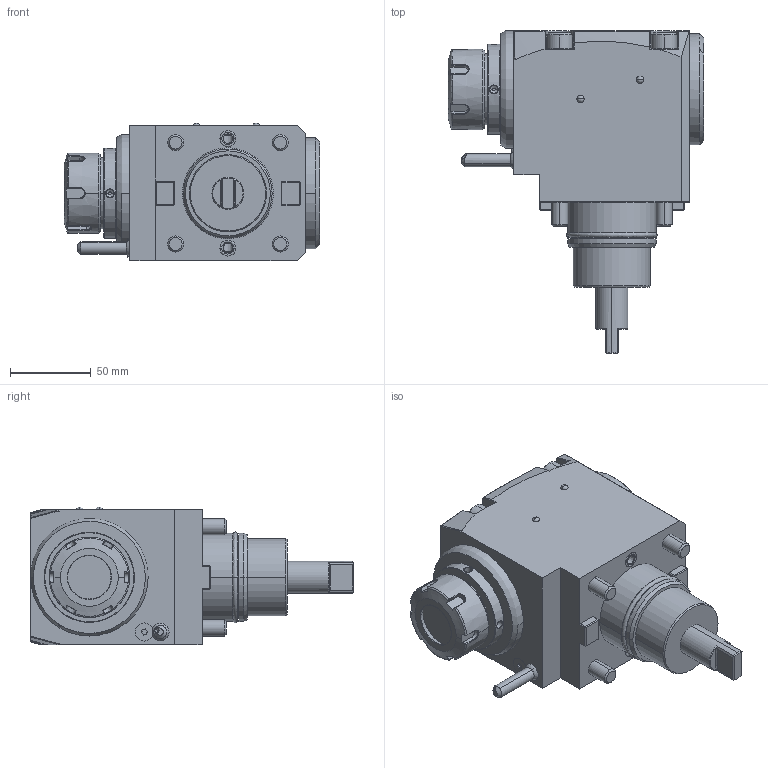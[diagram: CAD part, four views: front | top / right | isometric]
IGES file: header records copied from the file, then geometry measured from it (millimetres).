
Start section:  PTC IGES file: ngt2_55_201_32_1_3_70_bl.igs
Global section: file name: ngt2_55_201_32_1_3_70_bl.igs; native system: Pro/ENGINEER by Parametric Technology Corporation; preprocessor: 2010280; author: vali; organization: Unknown; date: 20210305.080611; units: millimetre
Bounding box: 158.6 x 200.5 x 85.6 mm (x, y, z)
Volume: 1195721.3 mm3; surface area: 90790.3 mm2
Topology: 2 solids, 2 shells, 448 faces, 1088 edges, 673 vertices
Faces by surface type: bspline 238, revolution 197, extrusion 13
